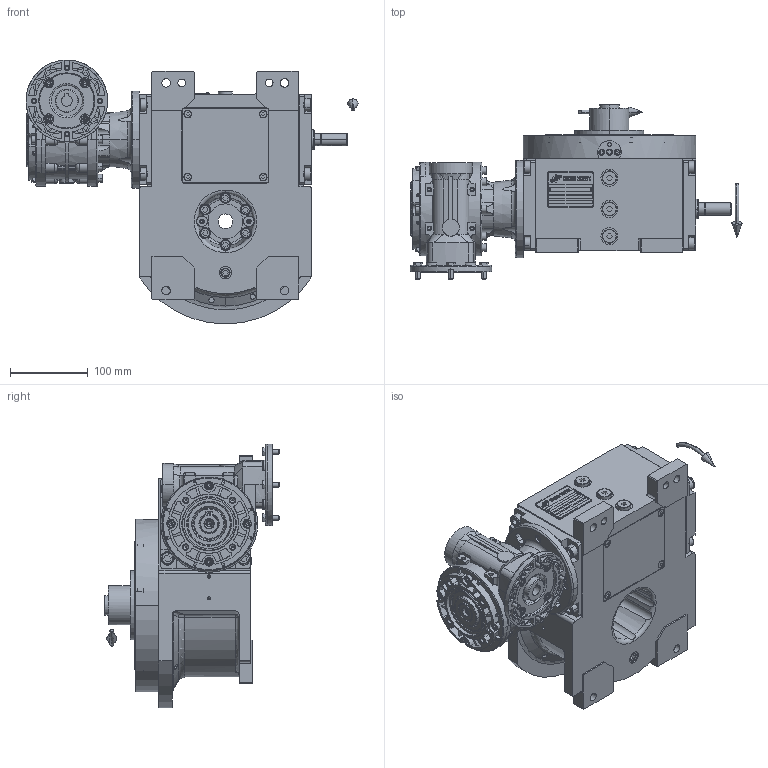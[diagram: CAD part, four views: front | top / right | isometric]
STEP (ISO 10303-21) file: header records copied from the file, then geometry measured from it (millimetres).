
FILE_DESCRIPTION (( 'STEP AP203' ), '1' );
FILE_NAME ('PC5201599.step', '2025-10-17T08:15:27', ( '' ), ( '' ), 'SwSTEP 2.0', 'SolidWorks 2020', '' );
FILE_SCHEMA (( 'CONFIG_CONTROL_DESIGN' ));
Length unit declared in the file: millimetre
Products named in the file (82): AS_cfn2476_01_002_60x46; freccia_angolare; cfn2000_01_126; rig06_014; cfn2000_01_103; cfn2107_01_001; AS_rig06_002_bl_010; olio_agip_blasia_150; cfn2104_01_016; AS_rig06_071_8_m; CFN2000_01_185.stp; cfn2000_01_124; CFN2223_01-570X6-B.stp; cfn2158_01_011; cfn2158_01_010; CFN2104_02_017.stp; rig06_004_s_001; AS_rig06_004_s_001; CFN2010_01_012.stp; RIG06_005_ASM.stp; cfn2003_01_054; cfn2115_02_165; CFN2010_02_002.stp; AS_rig06_014; cfn2128_04_004; AS_rig06_016; RIG06_021_AF0.stp; rig06_003_8; cfn2155_01_303; rig06_005_n_01; CFN2356_03_047.stp; cfn2155_01_056; rig06_016; cfn2104_01_004; cfn2476_01_002_60x46; cfn2000_01_161; rig06_071_08_m_asm.stp; cfn2077_01_018; cfn2151_01_290; cfn2151_01_109 ...
Assembly tree (74 placements, depth 5):
  olio_agip_blasia_150
  CFN2223_01-570X6-B.stp
  cfn2158_01_010
  CFN2010_01_012.stp
  cfn2115_02_165
Bounding box: 427 x 225 x 339.5 mm (x, y, z)
Volume: 3304192.9 mm3; surface area: 983974.9 mm2
Topology: 65 solids, 65 shells, 3529 faces, 8950 edges, 5692 vertices
Faces by surface type: plane 1589, cylinder 1186, cone 567, torus 161, bspline 20, sphere 6
Entity records: 124667 total; most frequent: CARTESIAN_POINT 33558, DIRECTION 17427, ORIENTED_EDGE 17072, EDGE_CURVE 8536, AXIS2_PLACEMENT_3D 6342, VERTEX_POINT 5511, VECTOR 4743, LINE 4743
